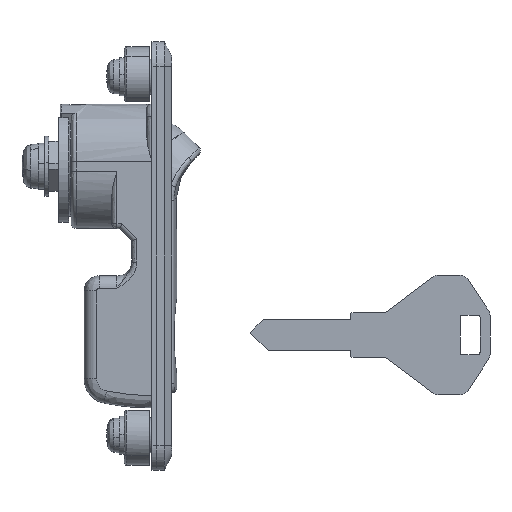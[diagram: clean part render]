
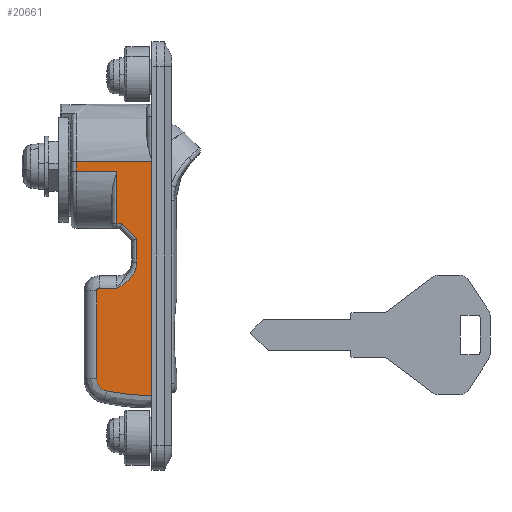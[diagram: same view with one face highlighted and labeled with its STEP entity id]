
A CAD part, left-side view. The second image highlights one B-rep face of the part: STEP entity #20661.
In plain terms, the highlighted free-form (B-spline) face has degree [1, 1] with [2, 2] control points.
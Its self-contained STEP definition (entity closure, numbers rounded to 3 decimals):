
#16312=CARTESIAN_POINT('',(16.2,11.5,1.0));
#16313=VERTEX_POINT('',#16312);
#16402=CARTESIAN_POINT('',(16.2,11.5,-1.0));
#16403=VERTEX_POINT('',#16402);
#16417=CARTESIAN_POINT('',(16.2,11.5,1.0));
#16418=CARTESIAN_POINT('',(16.2,11.5,-1.0));
#16419=QUASI_UNIFORM_CURVE('',1,(#16417,#16418),.UNSPECIFIED.,.F.,.U.);
#16420=EDGE_CURVE('',#16313,#16403,#16419,.T.);
#17133=CARTESIAN_POINT('',(4.0,11.5,-19.208));
#17134=VERTEX_POINT('',#17133);
#17150=CARTESIAN_POINT('',(8.0,11.5,-24.5));
#17151=VERTEX_POINT('',#17150);
#17187=CARTESIAN_POINT('',(4.0,11.5,-19.208));
#17188=CARTESIAN_POINT('',(4.,11.5,-19.502));
#17189=CARTESIAN_POINT('',(4.03,11.5,-19.79));
#17190=CARTESIAN_POINT('',(4.115,11.5,-20.217));
#17191=CARTESIAN_POINT('',(4.15,11.5,-20.357));
#17192=CARTESIAN_POINT('',(4.213,11.5,-20.567));
#17193=CARTESIAN_POINT('',(4.236,11.5,-20.637));
#17194=CARTESIAN_POINT('',(4.285,11.5,-20.775));
#17195=CARTESIAN_POINT('',(4.311,11.5,-20.843));
#17196=CARTESIAN_POINT('',(4.447,11.5,-21.179));
#17197=CARTESIAN_POINT('',(4.58,11.5,-21.437));
#17198=CARTESIAN_POINT('',(4.772,11.5,-21.745));
#17199=CARTESIAN_POINT('',(4.812,11.5,-21.806));
#17200=CARTESIAN_POINT('',(4.894,11.5,-21.927));
#17201=CARTESIAN_POINT('',(4.937,11.5,-21.987));
#17202=CARTESIAN_POINT('',(5.067,11.5,-22.162));
#17203=CARTESIAN_POINT('',(5.158,11.5,-22.275));
#17204=CARTESIAN_POINT('',(5.441,11.5,-22.604));
#17205=CARTESIAN_POINT('',(5.644,11.5,-22.808));
#17206=CARTESIAN_POINT('',(5.967,11.5,-23.097));
#17207=CARTESIAN_POINT('',(6.078,11.5,-23.19));
#17208=CARTESIAN_POINT('',(6.304,11.5,-23.372));
#17209=CARTESIAN_POINT('',(6.419,11.5,-23.461));
#17210=CARTESIAN_POINT('',(6.772,11.5,-23.719));
#17211=CARTESIAN_POINT('',(7.013,11.5,-23.881));
#17212=CARTESIAN_POINT('',(7.381,11.5,-24.117));
#17213=CARTESIAN_POINT('',(7.504,11.5,-24.195));
#17214=CARTESIAN_POINT('',(7.69,11.5,-24.31));
#17215=CARTESIAN_POINT('',(7.783,11.5,-24.367));
#17216=CARTESIAN_POINT('',(7.876,11.5,-24.424));
#17217=CARTESIAN_POINT('',(7.938,11.5,-24.462));
#17218=CARTESIAN_POINT('',(7.969,11.5,-24.481));
#17219=CARTESIAN_POINT('',(8.0,11.5,-24.5));
#17220=B_SPLINE_CURVE_WITH_KNOTS('',3,(#17187,#17188,#17189,#17190,#17191,#17192,#17193,#17194,#17195,#17196,#17197,#17198,#17199,#17200,#17201,#17202,#17203,#17204,#17205,#17206,#17207,#17208,#17209,#17210,#17211,#17212,#17213,#17214,#17215,#17216,#17217,#17218,#17219),.UNSPECIFIED.,.F.,.U.,(4,2,2,2,2,2,2,2,2,2,2,2,2,2,1,2,4),(0.0,0.125,0.187,0.219,0.25,0.375,0.406,0.437,0.5,0.625,0.687,0.75,0.875,0.937,0.969,0.984,1.0),.UNSPECIFIED.);
#17221=EDGE_CURVE('',#17134,#17151,#17220,.T.);
#17240=CARTESIAN_POINT('',(4.0,11.5,-14.536));
#17241=VERTEX_POINT('',#17240);
#17263=CARTESIAN_POINT('',(4.0,11.5,-14.536));
#17264=CARTESIAN_POINT('',(4.0,11.5,-19.208));
#17265=QUASI_UNIFORM_CURVE('',1,(#17263,#17264),.UNSPECIFIED.,.F.,.U.);
#17266=EDGE_CURVE('',#17241,#17134,#17265,.T.);
#17285=CARTESIAN_POINT('',(7.036,11.5,-11.5));
#17286=VERTEX_POINT('',#17285);
#17308=CARTESIAN_POINT('',(7.036,11.5,-11.5));
#17309=CARTESIAN_POINT('',(4.0,11.5,-14.536));
#17310=QUASI_UNIFORM_CURVE('',1,(#17308,#17309),.UNSPECIFIED.,.F.,.U.);
#17311=EDGE_CURVE('',#17286,#17241,#17310,.T.);
#17330=CARTESIAN_POINT('',(8.,11.5,-11.5));
#17331=VERTEX_POINT('',#17330);
#17353=CARTESIAN_POINT('',(8.,11.5,-11.5));
#17354=CARTESIAN_POINT('',(7.036,11.5,-11.5));
#17355=QUASI_UNIFORM_CURVE('',1,(#17353,#17354),.UNSPECIFIED.,.F.,.U.);
#17356=EDGE_CURVE('',#17331,#17286,#17355,.T.);
#17433=CARTESIAN_POINT('',(8.,11.5,-1.0));
#17434=VERTEX_POINT('',#17433);
#17465=CARTESIAN_POINT('',(8.,11.5,-1.0));
#17466=CARTESIAN_POINT('',(8.,11.5,-11.5));
#17467=QUASI_UNIFORM_CURVE('',1,(#17465,#17466),.UNSPECIFIED.,.F.,.U.);
#17468=EDGE_CURVE('',#17434,#17331,#17467,.T.);
#17969=CARTESIAN_POINT('',(1.0,11.5,1.0));
#17970=VERTEX_POINT('',#17969);
#17997=CARTESIAN_POINT('',(1.0,11.5,10.0));
#17998=VERTEX_POINT('',#17997);
#17999=CARTESIAN_POINT('',(1.0,11.5,10.0));
#18000=CARTESIAN_POINT('',(1.0,11.5,1.0));
#18001=QUASI_UNIFORM_CURVE('',1,(#17999,#18000),.UNSPECIFIED.,.F.,.U.);
#18002=EDGE_CURVE('',#17998,#17970,#18001,.T.);
#18274=CARTESIAN_POINT('',(0.0,11.5,10.0));
#18275=VERTEX_POINT('',#18274);
#18276=CARTESIAN_POINT('',(0.0,11.5,10.0));
#18277=CARTESIAN_POINT('',(1.0,11.5,10.0));
#18278=QUASI_UNIFORM_CURVE('',1,(#18276,#18277),.UNSPECIFIED.,.F.,.U.);
#18279=EDGE_CURVE('',#18275,#17998,#18278,.T.);
#18563=CARTESIAN_POINT('',(11.6,11.5,-24.5));
#18564=VERTEX_POINT('',#18563);
#18593=CARTESIAN_POINT('',(12.1,11.5,-25.0));
#18594=VERTEX_POINT('',#18593);
#18608=CARTESIAN_POINT('',(11.6,11.5,-24.5));
#18609=CARTESIAN_POINT('',(12.1,11.5,-24.5));
#18610=CARTESIAN_POINT('',(12.1,11.5,-25.0));
#18618=(BOUNDED_CURVE()B_SPLINE_CURVE(2,(#18608,#18609,#18610),.UNSPECIFIED.,.F.,.U.)CURVE()GEOMETRIC_REPRESENTATION_ITEM()QUASI_UNIFORM_CURVE()RATIONAL_B_SPLINE_CURVE((1.0,0.707,1.0))REPRESENTATION_ITEM(''));
#18619=EDGE_CURVE('',#18564,#18594,#18618,.T.);
#18640=CARTESIAN_POINT('',(12.1,11.5,-42.641));
#18641=VERTEX_POINT('',#18640);
#18655=CARTESIAN_POINT('',(12.1,11.5,-25.0));
#18656=CARTESIAN_POINT('',(12.1,11.5,-42.641));
#18657=QUASI_UNIFORM_CURVE('',1,(#18655,#18656),.UNSPECIFIED.,.F.,.U.);
#18658=EDGE_CURVE('',#18594,#18641,#18657,.T.);
#18702=CARTESIAN_POINT('',(10.094,11.5,-45.092));
#18703=VERTEX_POINT('',#18702);
#18719=CARTESIAN_POINT('',(12.1,11.5,-42.641));
#18720=CARTESIAN_POINT('',(12.1,11.5,-44.688));
#18721=CARTESIAN_POINT('',(10.094,11.5,-45.092));
#18729=(BOUNDED_CURVE()B_SPLINE_CURVE(2,(#18719,#18720,#18721),.UNSPECIFIED.,.F.,.U.)CURVE()GEOMETRIC_REPRESENTATION_ITEM()QUASI_UNIFORM_CURVE()RATIONAL_B_SPLINE_CURVE((1.0,0.774,1.0))REPRESENTATION_ITEM(''));
#18730=EDGE_CURVE('',#18641,#18703,#18729,.T.);
#18984=CARTESIAN_POINT('',(8.0,11.5,-24.5));
#18985=CARTESIAN_POINT('',(11.6,11.5,-24.5));
#18986=QUASI_UNIFORM_CURVE('',1,(#18984,#18985),.UNSPECIFIED.,.F.,.U.);
#18987=EDGE_CURVE('',#17151,#18564,#18986,.T.);
#19010=CARTESIAN_POINT('',(0.0,11.5,-45.989));
#19011=VERTEX_POINT('',#19010);
#19012=CARTESIAN_POINT('',(10.094,11.5,-45.092));
#19013=CARTESIAN_POINT('',(5.097,11.5,-46.1));
#19014=CARTESIAN_POINT('',(0.,11.5,-45.989));
#19022=(BOUNDED_CURVE()B_SPLINE_CURVE(2,(#19012,#19013,#19014),.UNSPECIFIED.,.F.,.U.)CURVE()GEOMETRIC_REPRESENTATION_ITEM()QUASI_UNIFORM_CURVE()RATIONAL_B_SPLINE_CURVE((1.0,0.994,1.0))REPRESENTATION_ITEM(''));
#19023=EDGE_CURVE('',#18703,#19011,#19022,.T.);
#20626=CARTESIAN_POINT('',(-0.809,11.5,12.797));
#20627=CARTESIAN_POINT('',(-0.809,11.5,-48.797));
#20628=CARTESIAN_POINT('',(17.009,11.5,12.797));
#20629=CARTESIAN_POINT('',(17.009,11.5,-48.797));
#20630=B_SPLINE_SURFACE_WITH_KNOTS('',1,1,((#20626,#20628),(#20627,#20629)),.UNSPECIFIED.,.F.,.F.,.U.,(2,2),(2,2),(0.0,61.594),(0.0,17.818),.UNSPECIFIED.);
#20631=CARTESIAN_POINT('',(16.2,11.5,1.0));
#20632=CARTESIAN_POINT('',(1.0,11.5,1.0));
#20633=QUASI_UNIFORM_CURVE('',1,(#20631,#20632),.UNSPECIFIED.,.F.,.U.);
#20634=EDGE_CURVE('',#16313,#17970,#20633,.T.);
#20635=ORIENTED_EDGE('',*,*,#20634,.F.);
#20636=ORIENTED_EDGE('',*,*,#16420,.T.);
#20637=CARTESIAN_POINT('',(16.2,11.5,-1.0));
#20638=CARTESIAN_POINT('',(8.,11.5,-1.0));
#20639=QUASI_UNIFORM_CURVE('',1,(#20637,#20638),.UNSPECIFIED.,.F.,.U.);
#20640=EDGE_CURVE('',#16403,#17434,#20639,.T.);
#20641=ORIENTED_EDGE('',*,*,#20640,.T.);
#20642=ORIENTED_EDGE('',*,*,#17468,.T.);
#20643=ORIENTED_EDGE('',*,*,#17356,.T.);
#20644=ORIENTED_EDGE('',*,*,#17311,.T.);
#20645=ORIENTED_EDGE('',*,*,#17266,.T.);
#20646=ORIENTED_EDGE('',*,*,#17221,.T.);
#20647=ORIENTED_EDGE('',*,*,#18987,.T.);
#20648=ORIENTED_EDGE('',*,*,#18619,.T.);
#20649=ORIENTED_EDGE('',*,*,#18658,.T.);
#20650=ORIENTED_EDGE('',*,*,#18730,.T.);
#20651=ORIENTED_EDGE('',*,*,#19023,.T.);
#20652=CARTESIAN_POINT('',(0.0,11.5,-45.989));
#20653=CARTESIAN_POINT('',(0.0,11.5,10.0));
#20654=QUASI_UNIFORM_CURVE('',1,(#20652,#20653),.UNSPECIFIED.,.F.,.U.);
#20655=EDGE_CURVE('',#19011,#18275,#20654,.T.);
#20656=ORIENTED_EDGE('',*,*,#20655,.T.);
#20657=ORIENTED_EDGE('',*,*,#18279,.T.);
#20658=ORIENTED_EDGE('',*,*,#18002,.T.);
#20659=EDGE_LOOP('',(#20635,#20636,#20641,#20642,#20643,#20644,#20645,#20646,#20647,#20648,#20649,#20650,#20651,#20656,#20657,#20658));
#20660=FACE_OUTER_BOUND('',#20659,.T.);
#20661=ADVANCED_FACE('',(#20660),#20630,.F.);
